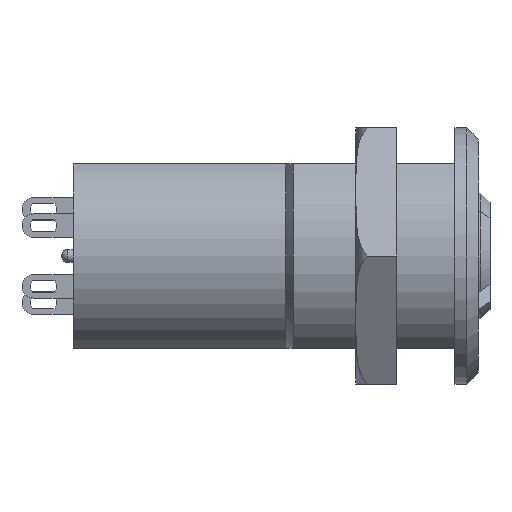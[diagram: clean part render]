
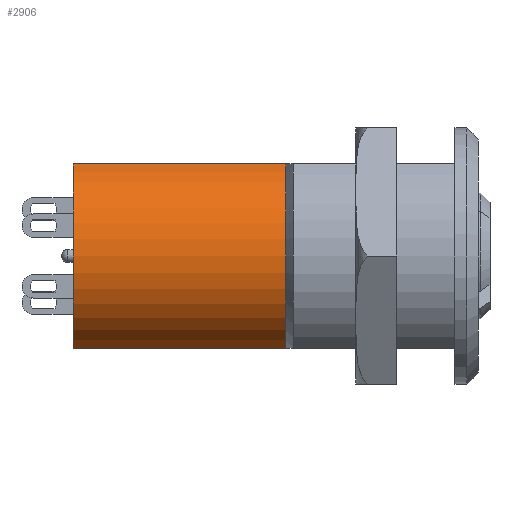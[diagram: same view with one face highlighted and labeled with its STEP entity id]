
A CAD part, front view. The second image highlights one B-rep face of the part: STEP entity #2906.
In plain terms, the highlighted cylindrical face has radius 8.6 mm (diameter 17.2 mm), a partial arc.
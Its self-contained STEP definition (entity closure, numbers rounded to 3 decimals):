
#150 = DIRECTION ( 'NONE',  ( 0., 0., 1. ) ) ;
#267 = EDGE_CURVE ( 'NONE', #491, #1778, #3948, .T. ) ;
#329 = CARTESIAN_POINT ( 'NONE',  ( 0., 0., -34.7 ) ) ;
#367 = CIRCLE ( 'NONE', #3599, 8.6 ) ;
#389 = CARTESIAN_POINT ( 'NONE',  ( -7.9, -3.399, -16.5 ) ) ;
#393 = AXIS2_PLACEMENT_3D ( 'NONE', #1803, #4799, #1418 ) ;
#491 = VERTEX_POINT ( 'NONE', #4843 ) ;
#614 = EDGE_CURVE ( 'NONE', #3015, #491, #367, .T. ) ;
#705 = DIRECTION ( 'NONE',  ( 1., 0., 0. ) ) ;
#1027 = DIRECTION ( 'NONE',  ( 1., 0., 0. ) ) ;
#1220 = EDGE_CURVE ( 'NONE', #1832, #3015, #2877, .T. ) ;
#1230 = CYLINDRICAL_SURFACE ( 'NONE', #393, 8.6 ) ;
#1268 = DIRECTION ( 'NONE',  ( 0., 0., -1. ) ) ;
#1283 = CARTESIAN_POINT ( 'NONE',  ( -7.9, -3.399, 0. ) ) ;
#1328 = FACE_OUTER_BOUND ( 'NONE', #1460, .T. ) ;
#1379 = DIRECTION ( 'NONE',  ( 0., 0., 1. ) ) ;
#1418 = DIRECTION ( 'NONE',  ( 1., 0., 0. ) ) ;
#1460 = EDGE_LOOP ( 'NONE', ( #4080, #4300, #3875, #4695 ) ) ;
#1519 = CIRCLE ( 'NONE', #3910, 8.6 ) ;
#1778 = VERTEX_POINT ( 'NONE', #1954 ) ;
#1803 = CARTESIAN_POINT ( 'NONE',  ( 0., 0., 0. ) ) ;
#1832 = VERTEX_POINT ( 'NONE', #4600 ) ;
#1834 = VECTOR ( 'NONE', #1268, 1000. ) ;
#1954 = CARTESIAN_POINT ( 'NONE',  ( 7.9, -3.399, -34.7 ) ) ;
#2877 = LINE ( 'NONE', #1283, #4632 ) ;
#2906 = ADVANCED_FACE ( 'NONE', ( #1328 ), #1230, .T. ) ;
#2954 = DIRECTION ( 'NONE',  ( 0., 0., 1. ) ) ;
#3015 = VERTEX_POINT ( 'NONE', #389 ) ;
#3085 = EDGE_CURVE ( 'NONE', #1832, #1778, #1519, .T. ) ;
#3599 = AXIS2_PLACEMENT_3D ( 'NONE', #4034, #1379, #1027 ) ;
#3875 = ORIENTED_EDGE ( 'NONE', *, *, #1220, .F. ) ;
#3910 = AXIS2_PLACEMENT_3D ( 'NONE', #329, #2954, #705 ) ;
#3948 = LINE ( 'NONE', #4273, #1834 ) ;
#4034 = CARTESIAN_POINT ( 'NONE',  ( 0., 0., -16.5 ) ) ;
#4080 = ORIENTED_EDGE ( 'NONE', *, *, #267, .F. ) ;
#4273 = CARTESIAN_POINT ( 'NONE',  ( 7.9, -3.399, 0. ) ) ;
#4300 = ORIENTED_EDGE ( 'NONE', *, *, #614, .F. ) ;
#4600 = CARTESIAN_POINT ( 'NONE',  ( -7.9, -3.399, -34.7 ) ) ;
#4632 = VECTOR ( 'NONE', #150, 1000. ) ;
#4695 = ORIENTED_EDGE ( 'NONE', *, *, #3085, .T. ) ;
#4799 = DIRECTION ( 'NONE',  ( 0., 0., 1. ) ) ;
#4843 = CARTESIAN_POINT ( 'NONE',  ( 7.9, -3.399, -16.5 ) ) ;
